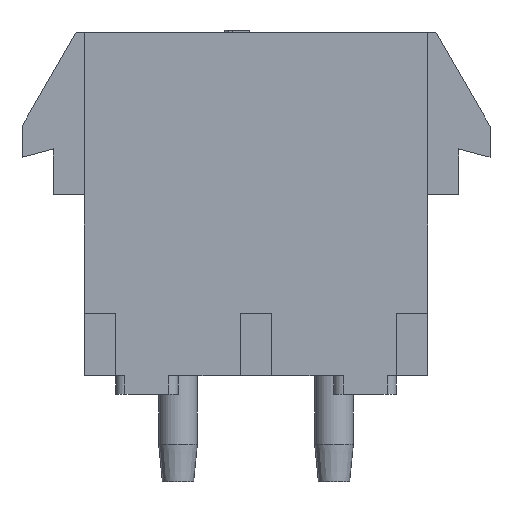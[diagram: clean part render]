
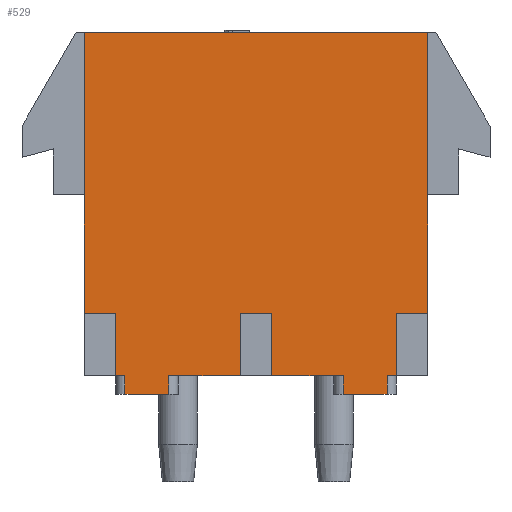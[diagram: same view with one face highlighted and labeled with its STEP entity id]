
A CAD part, front view. The second image highlights one B-rep face of the part: STEP entity #529.
In plain terms, the highlighted planar face has unit normal (0, -1, 0).
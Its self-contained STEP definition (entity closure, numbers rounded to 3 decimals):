
#81=CARTESIAN_POINT('',(-3.81,-3.81,14.732));
#82=VERTEX_POINT('',#81);
#83=CARTESIAN_POINT('',(10.16,-3.81,14.732));
#84=VERTEX_POINT('',#83);
#85=CARTESIAN_POINT('',(-3.81,-3.81,14.732));
#86=DIRECTION('',(1.0,0.0,0.0));
#87=VECTOR('',#86,13.97);
#88=LINE('',#85,#87);
#89=EDGE_CURVE('',#82,#84,#88,.T.);
#361=CARTESIAN_POINT('',(-3.81,-3.81,3.302));
#362=VERTEX_POINT('',#361);
#369=CARTESIAN_POINT('',(-3.81,-3.81,14.732));
#370=DIRECTION('',(0.0,0.0,-1.0));
#371=VECTOR('',#370,11.43);
#372=LINE('',#369,#371);
#373=EDGE_CURVE('',#82,#362,#372,.T.);
#378=CARTESIAN_POINT('',(-4.509,-3.81,15.469));
#379=DIRECTION('',(0.0,-1.0,0.0));
#380=DIRECTION('',(0.0,0.0,-1.0));
#381=AXIS2_PLACEMENT_3D('',#378,#379,#380);
#382=PLANE('',#381);
#383=CARTESIAN_POINT('',(10.16,-3.81,3.302));
#384=VERTEX_POINT('',#383);
#385=CARTESIAN_POINT('',(8.89,-3.81,3.302));
#386=VERTEX_POINT('',#385);
#387=CARTESIAN_POINT('',(10.16,-3.81,3.302));
#388=DIRECTION('',(-1.0,0.0,0.0));
#389=VECTOR('',#388,1.27);
#390=LINE('',#387,#389);
#391=EDGE_CURVE('',#384,#386,#390,.T.);
#392=ORIENTED_EDGE('',*,*,#391,.F.);
#393=CARTESIAN_POINT('',(10.16,-3.81,14.732));
#394=DIRECTION('',(0.0,0.0,-1.0));
#395=VECTOR('',#394,11.43);
#396=LINE('',#393,#395);
#397=EDGE_CURVE('',#84,#384,#396,.T.);
#398=ORIENTED_EDGE('',*,*,#397,.F.);
#399=ORIENTED_EDGE('',*,*,#89,.F.);
#400=ORIENTED_EDGE('',*,*,#373,.T.);
#401=CARTESIAN_POINT('',(-2.54,-3.81,3.302));
#402=VERTEX_POINT('',#401);
#403=CARTESIAN_POINT('',(-3.81,-3.81,3.302));
#404=DIRECTION('',(1.0,0.0,0.0));
#405=VECTOR('',#404,1.27);
#406=LINE('',#403,#405);
#407=EDGE_CURVE('',#362,#402,#406,.T.);
#408=ORIENTED_EDGE('',*,*,#407,.T.);
#409=CARTESIAN_POINT('',(-2.54,-3.81,0.762));
#410=VERTEX_POINT('',#409);
#411=CARTESIAN_POINT('',(-2.54,-3.81,3.302));
#412=DIRECTION('',(0.0,0.0,-1.0));
#413=VECTOR('',#412,2.54);
#414=LINE('',#411,#413);
#415=EDGE_CURVE('',#402,#410,#414,.T.);
#416=ORIENTED_EDGE('',*,*,#415,.T.);
#417=CARTESIAN_POINT('',(-2.159,-3.81,0.762));
#418=VERTEX_POINT('',#417);
#419=CARTESIAN_POINT('',(-2.54,-3.81,0.762));
#420=DIRECTION('',(1.0,0.0,0.0));
#421=VECTOR('',#420,0.381);
#422=LINE('',#419,#421);
#423=EDGE_CURVE('',#410,#418,#422,.T.);
#424=ORIENTED_EDGE('',*,*,#423,.T.);
#425=CARTESIAN_POINT('',(-2.159,-3.81,0.0));
#426=VERTEX_POINT('',#425);
#427=CARTESIAN_POINT('',(-2.159,-3.81,0.762));
#428=DIRECTION('',(0.0,0.0,-1.0));
#429=VECTOR('',#428,0.762);
#430=LINE('',#427,#429);
#431=EDGE_CURVE('',#418,#426,#430,.T.);
#432=ORIENTED_EDGE('',*,*,#431,.T.);
#433=CARTESIAN_POINT('',(-0.381,-3.81,0.0));
#434=VERTEX_POINT('',#433);
#435=CARTESIAN_POINT('',(-0.381,-3.81,0.0));
#436=DIRECTION('',(-1.0,0.0,0.0));
#437=VECTOR('',#436,1.778);
#438=LINE('',#435,#437);
#439=EDGE_CURVE('',#434,#426,#438,.T.);
#440=ORIENTED_EDGE('',*,*,#439,.F.);
#441=CARTESIAN_POINT('',(-0.381,-3.81,0.762));
#442=VERTEX_POINT('',#441);
#443=CARTESIAN_POINT('',(-0.381,-3.81,0.762));
#444=DIRECTION('',(0.0,0.0,-1.0));
#445=VECTOR('',#444,0.762);
#446=LINE('',#443,#445);
#447=EDGE_CURVE('',#442,#434,#446,.T.);
#448=ORIENTED_EDGE('',*,*,#447,.F.);
#449=CARTESIAN_POINT('',(2.54,-3.81,0.762));
#450=VERTEX_POINT('',#449);
#451=CARTESIAN_POINT('',(-0.381,-3.81,0.762));
#452=DIRECTION('',(1.0,0.0,0.0));
#453=VECTOR('',#452,2.921);
#454=LINE('',#451,#453);
#455=EDGE_CURVE('',#442,#450,#454,.T.);
#456=ORIENTED_EDGE('',*,*,#455,.T.);
#457=CARTESIAN_POINT('',(2.54,-3.81,3.302));
#458=VERTEX_POINT('',#457);
#459=CARTESIAN_POINT('',(2.54,-3.81,0.762));
#460=DIRECTION('',(0.0,0.0,1.0));
#461=VECTOR('',#460,2.54);
#462=LINE('',#459,#461);
#463=EDGE_CURVE('',#450,#458,#462,.T.);
#464=ORIENTED_EDGE('',*,*,#463,.T.);
#465=CARTESIAN_POINT('',(3.81,-3.81,3.302));
#466=VERTEX_POINT('',#465);
#467=CARTESIAN_POINT('',(2.54,-3.81,3.302));
#468=DIRECTION('',(1.0,0.0,0.0));
#469=VECTOR('',#468,1.27);
#470=LINE('',#467,#469);
#471=EDGE_CURVE('',#458,#466,#470,.T.);
#472=ORIENTED_EDGE('',*,*,#471,.T.);
#473=CARTESIAN_POINT('',(3.81,-3.81,0.762));
#474=VERTEX_POINT('',#473);
#475=CARTESIAN_POINT('',(3.81,-3.81,3.302));
#476=DIRECTION('',(0.0,0.0,-1.0));
#477=VECTOR('',#476,2.54);
#478=LINE('',#475,#477);
#479=EDGE_CURVE('',#466,#474,#478,.T.);
#480=ORIENTED_EDGE('',*,*,#479,.T.);
#481=CARTESIAN_POINT('',(6.731,-3.81,0.762));
#482=VERTEX_POINT('',#481);
#483=CARTESIAN_POINT('',(3.81,-3.81,0.762));
#484=DIRECTION('',(1.0,0.0,0.0));
#485=VECTOR('',#484,2.921);
#486=LINE('',#483,#485);
#487=EDGE_CURVE('',#474,#482,#486,.T.);
#488=ORIENTED_EDGE('',*,*,#487,.T.);
#489=CARTESIAN_POINT('',(6.731,-3.81,0.0));
#490=VERTEX_POINT('',#489);
#491=CARTESIAN_POINT('',(6.731,-3.81,0.762));
#492=DIRECTION('',(0.0,0.0,-1.0));
#493=VECTOR('',#492,0.762);
#494=LINE('',#491,#493);
#495=EDGE_CURVE('',#482,#490,#494,.T.);
#496=ORIENTED_EDGE('',*,*,#495,.T.);
#497=CARTESIAN_POINT('',(8.509,-3.81,0.0));
#498=VERTEX_POINT('',#497);
#499=CARTESIAN_POINT('',(8.509,-3.81,0.0));
#500=DIRECTION('',(-1.0,0.0,0.0));
#501=VECTOR('',#500,1.778);
#502=LINE('',#499,#501);
#503=EDGE_CURVE('',#498,#490,#502,.T.);
#504=ORIENTED_EDGE('',*,*,#503,.F.);
#505=CARTESIAN_POINT('',(8.509,-3.81,0.762));
#506=VERTEX_POINT('',#505);
#507=CARTESIAN_POINT('',(8.509,-3.81,0.762));
#508=DIRECTION('',(0.0,0.0,-1.0));
#509=VECTOR('',#508,0.762);
#510=LINE('',#507,#509);
#511=EDGE_CURVE('',#506,#498,#510,.T.);
#512=ORIENTED_EDGE('',*,*,#511,.F.);
#513=CARTESIAN_POINT('',(8.89,-3.81,0.762));
#514=VERTEX_POINT('',#513);
#515=CARTESIAN_POINT('',(8.509,-3.81,0.762));
#516=DIRECTION('',(1.0,0.0,0.0));
#517=VECTOR('',#516,0.381);
#518=LINE('',#515,#517);
#519=EDGE_CURVE('',#506,#514,#518,.T.);
#520=ORIENTED_EDGE('',*,*,#519,.T.);
#521=CARTESIAN_POINT('',(8.89,-3.81,0.762));
#522=DIRECTION('',(0.0,0.0,1.0));
#523=VECTOR('',#522,2.54);
#524=LINE('',#521,#523);
#525=EDGE_CURVE('',#514,#386,#524,.T.);
#526=ORIENTED_EDGE('',*,*,#525,.T.);
#527=EDGE_LOOP('',(#392,#398,#399,#400,#408,#416,#424,#432,#440,#448,#456,#464,#472,#480,#488,#496,#504,#512,#520,#526));
#528=FACE_OUTER_BOUND('',#527,.T.);
#529=ADVANCED_FACE('',(#528),#382,.T.);
